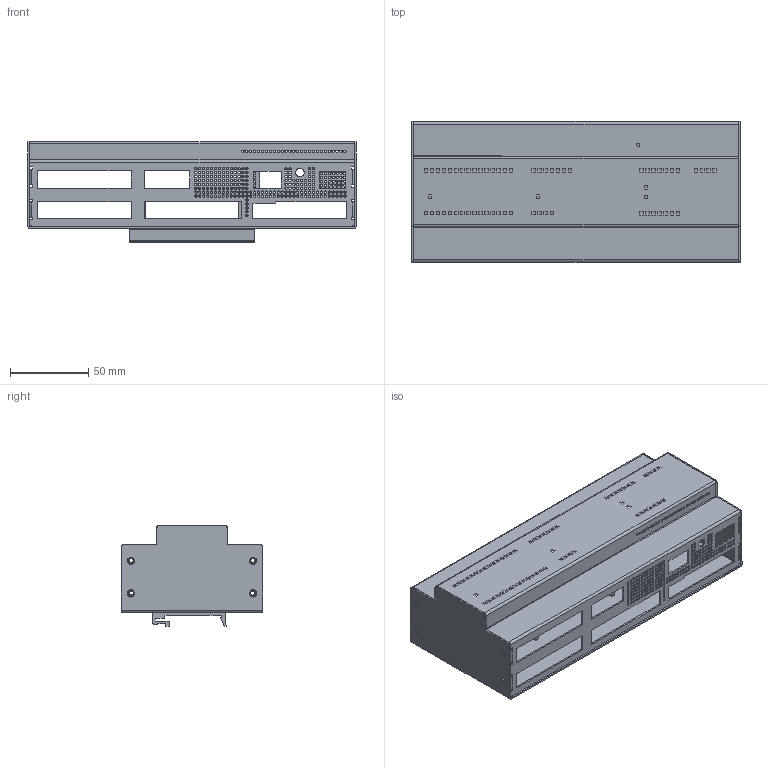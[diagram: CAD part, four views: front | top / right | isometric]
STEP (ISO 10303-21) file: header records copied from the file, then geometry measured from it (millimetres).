
FILE_DESCRIPTION(/* description */ (''),/* implementation_level */ '2;1');
FILE_NAME(/* name */ 'L527_Sestava krabičky v1.0.step',/* time_stamp */ '2021-08-31T09:32:29+02:00',/* author */ (''),/* organization */ (''),/* preprocessor_version */ 'ST-DEVELOPER v18.1',/* originating_system */ 'Autodesk Translation Framework v10.10.0.1391',/* authorisation */ '');
FILE_SCHEMA (('AUTOMOTIVE_DESIGN { 1 0 10303 214 3 1 1 }'));
Length unit declared in the file: millimetre
Products named in the file (5): L527_Sestava krabičky v1.0; L207-507-527_SKELET_1.0; TR Fastenings Ltd-M2_5X5MM; DIN rail holder-80mm(EMKO); L527_KRYT_v1.0
Assembly tree (9 placements, depth 3):
  L527_Sestava krabičky v1.0
    L207-507-527_SKELET_1.0
      TR Fastenings Ltd-M2_5X5MM  x6
      DIN rail holder-80mm(EMKO)
    L527_KRYT_v1.0
Bounding box: 209.42 x 90 x 64.41 mm (x, y, z)
Volume: 72281 mm3; surface area: 137548.9 mm2
Topology: 9 solids, 9 shells, 1210 faces, 3388 edges, 2208 vertices
Faces by surface type: cylinder 589, plane 570, bspline 26, cone 25
Full cylindrical faces by diameter (mm): 1.5 x380, 2 x1, 2.075 x24, 2.58 x6, 2.7 x11, 3.2 x13, 3.76 x6, 4.11 x6, 4.2 x6, 5.4 x1
Entity records: 37411 total; most frequent: CARTESIAN_POINT 7515, DIRECTION 5942, ORIENTED_EDGE 5914, EDGE_CURVE 2957, EDGE_LOOP 2019, AXIS2_PLACEMENT_3D 2011, VERTEX_POINT 1928, LINE 1920
